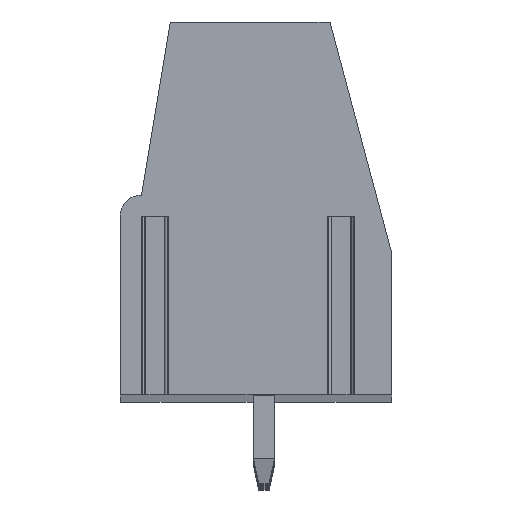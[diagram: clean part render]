
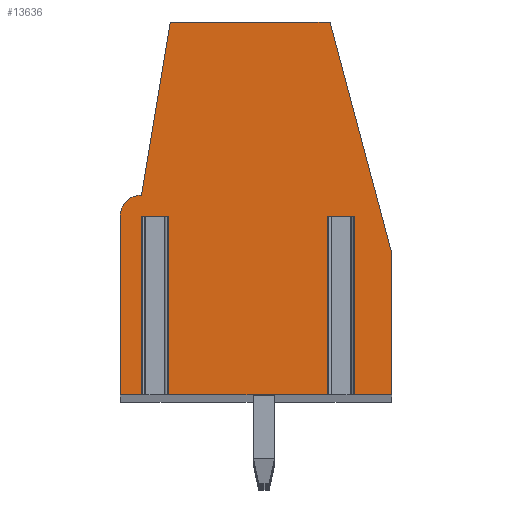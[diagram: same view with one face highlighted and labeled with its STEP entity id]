
A CAD part, top view. The second image highlights one B-rep face of the part: STEP entity #13636.
In plain terms, the highlighted planar face has unit normal (0, 0, 1).
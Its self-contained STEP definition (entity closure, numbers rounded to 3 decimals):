
#35=DIRECTION('',(1.,0.,0.));
#36=VECTOR('',#35,0.958);
#37=CARTESIAN_POINT('',(-3.979,1.095,153.75));
#38=LINE('',#37,#36);
#39=DIRECTION('',(0.,1.,0.));
#40=VECTOR('',#39,6.7);
#41=CARTESIAN_POINT('',(-3.979,-5.605,153.75));
#42=LINE('',#41,#40);
#43=DIRECTION('',(-1.,0.,0.));
#44=VECTOR('',#43,0.821);
#45=CARTESIAN_POINT('',(-3.979,-5.605,153.75));
#46=LINE('',#45,#44);
#47=DIRECTION('',(0.,1.,0.));
#48=VECTOR('',#47,6.7);
#49=CARTESIAN_POINT('',(-4.8,-5.605,153.75));
#50=LINE('',#49,#48);
#51=CARTESIAN_POINT('',(-4.,1.095,153.75));
#52=DIRECTION('',(0.,0.,-1.));
#53=DIRECTION('',(-1.,0.,0.));
#54=AXIS2_PLACEMENT_3D('',#51,#52,#53);
#56=DIRECTION('',(0.164,0.986,0.));
#57=VECTOR('',#56,6.589);
#58=CARTESIAN_POINT('',(-3.999,1.895,153.75));
#59=LINE('',#58,#57);
#60=DIRECTION('',(1.,0.,0.));
#61=VECTOR('',#60,6.);
#62=CARTESIAN_POINT('',(-2.92,8.395,153.75));
#63=LINE('',#62,#61);
#64=DIRECTION('',(0.258,-0.966,0.));
#65=VECTOR('',#64,9.004);
#66=CARTESIAN_POINT('',(3.08,8.395,153.75));
#67=LINE('',#66,#65);
#68=DIRECTION('',(0.,-1.,0.));
#69=VECTOR('',#68,5.3);
#70=CARTESIAN_POINT('',(5.4,-0.305,153.75));
#71=LINE('',#70,#69);
#72=DIRECTION('',(-1.,0.,0.));
#73=VECTOR('',#72,1.421);
#74=CARTESIAN_POINT('',(5.4,-5.605,153.75));
#75=LINE('',#74,#73);
#76=DIRECTION('',(0.,1.,0.));
#77=VECTOR('',#76,6.7);
#78=CARTESIAN_POINT('',(3.979,-5.605,153.75));
#79=LINE('',#78,#77);
#80=DIRECTION('',(1.,0.,0.));
#81=VECTOR('',#80,0.958);
#82=CARTESIAN_POINT('',(3.021,1.095,153.75));
#83=LINE('',#82,#81);
#84=DIRECTION('',(0.,1.,0.));
#85=VECTOR('',#84,6.7);
#86=CARTESIAN_POINT('',(3.021,-5.605,153.75));
#87=LINE('',#86,#85);
#88=DIRECTION('',(-1.,0.,0.));
#89=VECTOR('',#88,6.042);
#90=CARTESIAN_POINT('',(3.021,-5.605,153.75));
#91=LINE('',#90,#89);
#92=DIRECTION('',(0.,1.,0.));
#93=VECTOR('',#92,6.7);
#94=CARTESIAN_POINT('',(-3.021,-5.605,153.75));
#95=LINE('',#94,#93);
#10603=CARTESIAN_POINT('',(-3.999,1.895,153.75));
#10604=CARTESIAN_POINT('',(-2.92,8.395,153.75));
#10605=VERTEX_POINT('',#10603);
#10606=VERTEX_POINT('',#10604);
#10607=CARTESIAN_POINT('',(-4.8,1.095,153.75));
#10608=VERTEX_POINT('',#10607);
#10609=CARTESIAN_POINT('',(-4.8,-5.605,153.75));
#10610=VERTEX_POINT('',#10609);
#10611=CARTESIAN_POINT('',(5.4,-0.305,153.75));
#10612=CARTESIAN_POINT('',(5.4,-5.605,153.75));
#10613=VERTEX_POINT('',#10611);
#10614=VERTEX_POINT('',#10612);
#10615=CARTESIAN_POINT('',(3.08,8.395,153.75));
#10616=VERTEX_POINT('',#10615);
#10703=CARTESIAN_POINT('',(-3.979,1.095,153.75));
#10704=CARTESIAN_POINT('',(-3.021,1.095,153.75));
#10705=VERTEX_POINT('',#10703);
#10706=VERTEX_POINT('',#10704);
#10707=CARTESIAN_POINT('',(3.021,1.095,153.75));
#10708=CARTESIAN_POINT('',(3.979,1.095,153.75));
#10709=VERTEX_POINT('',#10707);
#10710=VERTEX_POINT('',#10708);
#10711=CARTESIAN_POINT('',(3.021,-5.605,153.75));
#10712=VERTEX_POINT('',#10711);
#10713=CARTESIAN_POINT('',(3.979,-5.605,153.75));
#10714=VERTEX_POINT('',#10713);
#10715=CARTESIAN_POINT('',(-3.979,-5.605,153.75));
#10716=VERTEX_POINT('',#10715);
#10717=CARTESIAN_POINT('',(-3.021,-5.605,153.75));
#10718=VERTEX_POINT('',#10717);
#13599=CARTESIAN_POINT('',(0.,0.,153.75));
#13600=DIRECTION('',(0.,0.,1.));
#13601=DIRECTION('',(1.,0.,0.));
#13602=AXIS2_PLACEMENT_3D('',#13599,#13600,#13601);
#13603=PLANE('',#13602);
#13605=ORIENTED_EDGE('',*,*,#13604,.F.);
#13607=ORIENTED_EDGE('',*,*,#13606,.F.);
#13609=ORIENTED_EDGE('',*,*,#13608,.T.);
#13611=ORIENTED_EDGE('',*,*,#13610,.T.);
#13613=ORIENTED_EDGE('',*,*,#13612,.T.);
#13615=ORIENTED_EDGE('',*,*,#13614,.T.);
#13617=ORIENTED_EDGE('',*,*,#13616,.T.);
#13619=ORIENTED_EDGE('',*,*,#13618,.T.);
#13621=ORIENTED_EDGE('',*,*,#13620,.T.);
#13623=ORIENTED_EDGE('',*,*,#13622,.T.);
#13625=ORIENTED_EDGE('',*,*,#13624,.T.);
#13627=ORIENTED_EDGE('',*,*,#13626,.F.);
#13629=ORIENTED_EDGE('',*,*,#13628,.F.);
#13631=ORIENTED_EDGE('',*,*,#13630,.T.);
#13633=ORIENTED_EDGE('',*,*,#13632,.T.);
#13634=EDGE_LOOP('',(#13605,#13607,#13609,#13611,#13613,#13615,#13617,#13619,
#13621,#13623,#13625,#13627,#13629,#13631,#13633));
#13635=FACE_OUTER_BOUND('',#13634,.F.);
#55=CIRCLE('',#54,0.8);
#13604=EDGE_CURVE('',#10705,#10706,#38,.T.);
#13606=EDGE_CURVE('',#10716,#10705,#42,.T.);
#13608=EDGE_CURVE('',#10716,#10610,#46,.T.);
#13610=EDGE_CURVE('',#10610,#10608,#50,.T.);
#13612=EDGE_CURVE('',#10608,#10605,#55,.T.);
#13614=EDGE_CURVE('',#10605,#10606,#59,.T.);
#13616=EDGE_CURVE('',#10606,#10616,#63,.T.);
#13618=EDGE_CURVE('',#10616,#10613,#67,.T.);
#13620=EDGE_CURVE('',#10613,#10614,#71,.T.);
#13622=EDGE_CURVE('',#10614,#10714,#75,.T.);
#13624=EDGE_CURVE('',#10714,#10710,#79,.T.);
#13626=EDGE_CURVE('',#10709,#10710,#83,.T.);
#13628=EDGE_CURVE('',#10712,#10709,#87,.T.);
#13630=EDGE_CURVE('',#10712,#10718,#91,.T.);
#13632=EDGE_CURVE('',#10718,#10706,#95,.T.);
#13636=ADVANCED_FACE('',(#13635),#13603,.T.);
